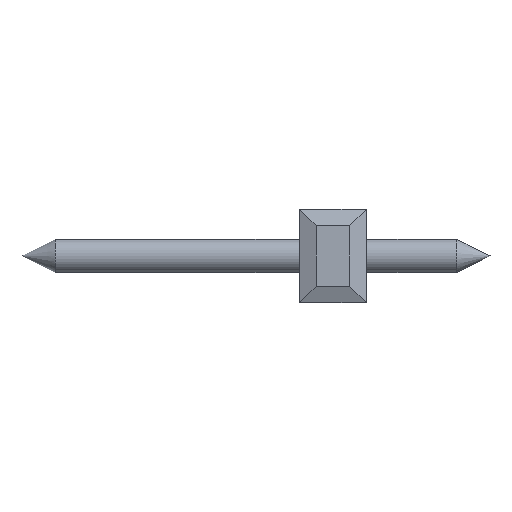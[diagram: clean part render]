
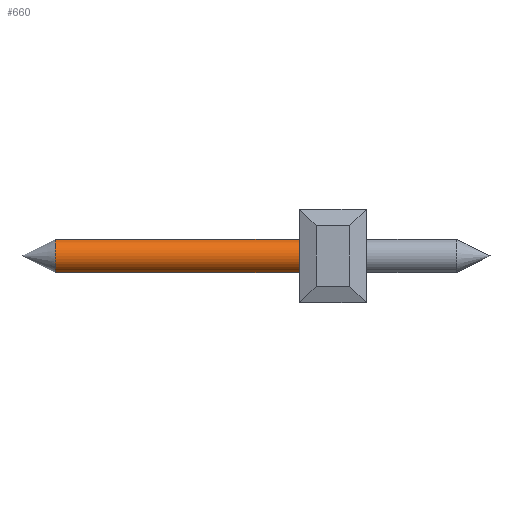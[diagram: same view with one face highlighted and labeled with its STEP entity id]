
A CAD part, left-side view. The second image highlights one B-rep face of the part: STEP entity #660.
In plain terms, the highlighted cylindrical face has radius 0.5 mm (diameter 1 mm), a full revolution.
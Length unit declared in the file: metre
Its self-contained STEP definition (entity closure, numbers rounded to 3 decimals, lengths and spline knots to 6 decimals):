
#660=ADVANCED_FACE('',(#1382,#1383),#1384,.T.);
#1382=FACE_OUTER_BOUND('',#2145,.T.);
#1383=FACE_OUTER_BOUND('',#2146,.T.);
#1384=CYLINDRICAL_SURFACE('',#2147,0.0005);
#2145=EDGE_LOOP('',(#3996));
#2146=EDGE_LOOP('',(#3997));
#2147=AXIS2_PLACEMENT_3D('',#3998,#3999,#4000);
#3996=ORIENTED_EDGE('',*,*,#4872,.F.);
#3997=ORIENTED_EDGE('',*,*,#4542,.T.);
#3998=CARTESIAN_POINT('',(0.189185,0.131078,0.0413));
#3999=DIRECTION('',(0.,-1.0,0.0));
#4000=DIRECTION('',(1.0,0.,0.0));
#4542=EDGE_CURVE('',#5488,#5488,#5489,.F.);
#4872=EDGE_CURVE('',#5925,#5925,#5926,.F.);
#5488=VERTEX_POINT('',#6764);
#5489=CIRCLE('',#6765,0.0005);
#5925=VERTEX_POINT('',#7409);
#5926=CIRCLE('',#7410,0.0005);
#6764=CARTESIAN_POINT('',(0.188685,0.130078,0.0413));
#6765=AXIS2_PLACEMENT_3D('',#7953,#7954,#7955);
#7409=CARTESIAN_POINT('',(0.188685,0.122578,0.0413));
#7410=AXIS2_PLACEMENT_3D('',#8197,#8198,#8199);
#7953=CARTESIAN_POINT('',(0.189185,0.130078,0.0413));
#7954=DIRECTION('',(0.,1.0,-0.0));
#7955=DIRECTION('',(-1.0,0.,0.0));
#8197=CARTESIAN_POINT('',(0.189185,0.122578,0.0413));
#8198=DIRECTION('',(0.,1.0,0.));
#8199=DIRECTION('',(-1.0,0.,0.));
